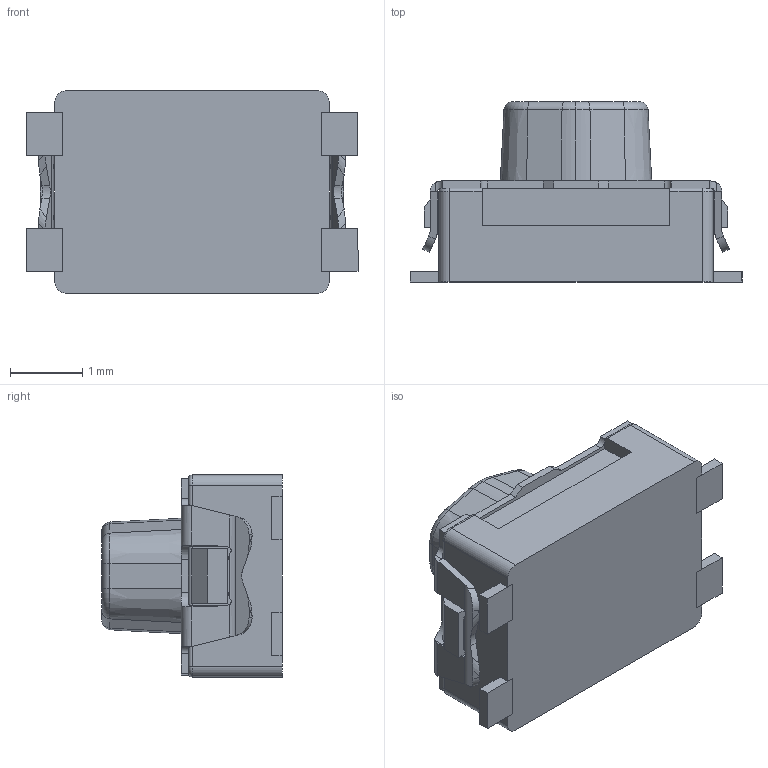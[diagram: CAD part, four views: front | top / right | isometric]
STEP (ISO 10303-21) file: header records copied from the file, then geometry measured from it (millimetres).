
FILE_DESCRIPTION (( 'STEP AP214' ), '1' );
FILE_NAME ('KMR731NGLFS.STEP', '2019-04-04T23:12:11', ( '' ), ( '' ), 'SwSTEP 2.0', 'SolidWorks 2017', '' );
FILE_SCHEMA (( 'AUTOMOTIVE_DESIGN' ));
Length unit declared in the file: millimetre
Products named in the file (1): KMR731NGLFS
Bounding box: 4.6 x 2.5 x 2.8 mm (x, y, z)
Volume: 17.5 mm3; surface area: 71.4 mm2
Topology: 8 solids, 8 shells, 234 faces, 634 edges, 413 vertices
Faces by surface type: plane 149, cylinder 67, torus 11, cone 7
Entity records: 7677 total; most frequent: CARTESIAN_POINT 1768, ORIENTED_EDGE 1268, DIRECTION 1148, EDGE_CURVE 634, VECTOR 430, LINE 430, VERTEX_POINT 413, AXIS2_PLACEMENT_3D 359
